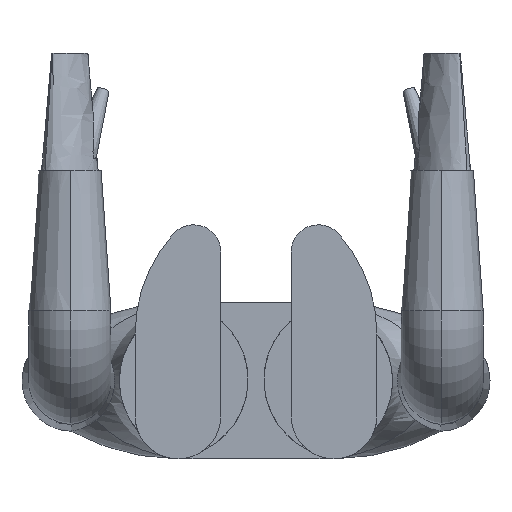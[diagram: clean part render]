
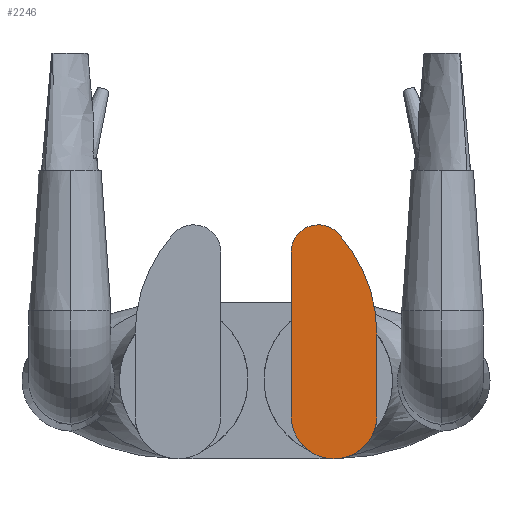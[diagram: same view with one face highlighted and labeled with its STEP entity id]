
A CAD part, front view. The second image highlights one B-rep face of the part: STEP entity #2246.
In plain terms, the highlighted planar face has unit normal (0, -1, 0).
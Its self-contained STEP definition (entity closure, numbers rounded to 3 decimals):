
#11 = FACE_OUTER_BOUND ( 'NONE', #2374, .T. ) ;
#12 = DIRECTION ( 'NONE',  ( 0., 0., -1. ) ) ;
#44 = ORIENTED_EDGE ( 'NONE', *, *, #5445, .F. ) ;
#128 = CARTESIAN_POINT ( 'NONE',  ( 80., -850., 200. ) ) ;
#200 = VERTEX_POINT ( 'NONE', #688 ) ;
#291 = DIRECTION ( 'NONE',  ( 0., 0., -1. ) ) ;
#297 = CIRCLE ( 'NONE', #1170, 192.813 ) ;
#357 = VECTOR ( 'NONE', #5386, 1000. ) ;
#392 = DIRECTION ( 'NONE',  ( 0., 1., 0. ) ) ;
#401 = EDGE_CURVE ( 'NONE', #200, #4786, #7470, .T. ) ;
#504 = DIRECTION ( 'NONE',  ( 0., 0., -1. ) ) ;
#670 = DIRECTION ( 'NONE',  ( 0., -1., 0. ) ) ;
#684 = LINE ( 'NONE', #7345, #357 ) ;
#686 = EDGE_CURVE ( 'NONE', #1471, #6666, #297, .T. ) ;
#688 = CARTESIAN_POINT ( 'NONE',  ( 45., -850., 165. ) ) ;
#1093 = CARTESIAN_POINT ( 'NONE',  ( 155., -850., -45. ) ) ;
#1170 = AXIS2_PLACEMENT_3D ( 'NONE', #5570, #6060, #291 ) ;
#1471 = VERTEX_POINT ( 'NONE', #7103 ) ;
#1786 = VERTEX_POINT ( 'NONE', #128 ) ;
#1841 = CIRCLE ( 'NONE', #5500, 55. ) ;
#1939 = AXIS2_PLACEMENT_3D ( 'NONE', #3035, #5374, #12 ) ;
#2171 = DIRECTION ( 'NONE',  ( 0., -1., 0. ) ) ;
#2246 = ADVANCED_FACE ( 'NONE', ( #11 ), #3563, .T. ) ;
#2374 = EDGE_LOOP ( 'NONE', ( #44, #5606, #4097, #6136, #6812, #6196 ) ) ;
#2968 = EDGE_CURVE ( 'NONE', #1786, #200, #5241, .T. ) ;
#3035 = CARTESIAN_POINT ( 'NONE',  ( 80., -850., 165. ) ) ;
#3458 = CARTESIAN_POINT ( 'NONE',  ( 45., -850., 0. ) ) ;
#3462 = VERTEX_POINT ( 'NONE', #1093 ) ;
#3483 = DIRECTION ( 'NONE',  ( 0., 0., -1. ) ) ;
#3539 = CIRCLE ( 'NONE', #6718, 35. ) ;
#3563 = PLANE ( 'NONE',  #5482 ) ;
#3744 = CARTESIAN_POINT ( 'NONE',  ( 106.129, -850., 188.287 ) ) ;
#4049 = CARTESIAN_POINT ( 'NONE',  ( -75., -850., 0. ) ) ;
#4097 = ORIENTED_EDGE ( 'NONE', *, *, #686, .T. ) ;
#4786 = VERTEX_POINT ( 'NONE', #5613 ) ;
#5241 = CIRCLE ( 'NONE', #1939, 35. ) ;
#5374 = DIRECTION ( 'NONE',  ( 0., -1., 0. ) ) ;
#5386 = DIRECTION ( 'NONE',  ( 0., 0., 1. ) ) ;
#5445 = EDGE_CURVE ( 'NONE', #3462, #4786, #1841, .T. ) ;
#5482 = AXIS2_PLACEMENT_3D ( 'NONE', #4049, #670, #3483 ) ;
#5500 = AXIS2_PLACEMENT_3D ( 'NONE', #6990, #392, #504 ) ;
#5558 = CARTESIAN_POINT ( 'NONE',  ( 80., -850., 165. ) ) ;
#5570 = CARTESIAN_POINT ( 'NONE',  ( -37.813, -850., 60. ) ) ;
#5606 = ORIENTED_EDGE ( 'NONE', *, *, #7474, .T. ) ;
#5613 = CARTESIAN_POINT ( 'NONE',  ( 45., -850., -45. ) ) ;
#5796 = DIRECTION ( 'NONE',  ( 0., 0., -1. ) ) ;
#6060 = DIRECTION ( 'NONE',  ( 0., -1., 0. ) ) ;
#6136 = ORIENTED_EDGE ( 'NONE', *, *, #6373, .T. ) ;
#6161 = DIRECTION ( 'NONE',  ( 0., 0., -1. ) ) ;
#6183 = VECTOR ( 'NONE', #5796, 1000. ) ;
#6196 = ORIENTED_EDGE ( 'NONE', *, *, #401, .T. ) ;
#6373 = EDGE_CURVE ( 'NONE', #6666, #1786, #3539, .T. ) ;
#6666 = VERTEX_POINT ( 'NONE', #3744 ) ;
#6718 = AXIS2_PLACEMENT_3D ( 'NONE', #5558, #2171, #6161 ) ;
#6812 = ORIENTED_EDGE ( 'NONE', *, *, #2968, .T. ) ;
#6990 = CARTESIAN_POINT ( 'NONE',  ( 100., -850., -45. ) ) ;
#7103 = CARTESIAN_POINT ( 'NONE',  ( 155., -850., 60. ) ) ;
#7345 = CARTESIAN_POINT ( 'NONE',  ( 155., -850., 0. ) ) ;
#7470 = LINE ( 'NONE', #3458, #6183 ) ;
#7474 = EDGE_CURVE ( 'NONE', #3462, #1471, #684, .T. ) ;
